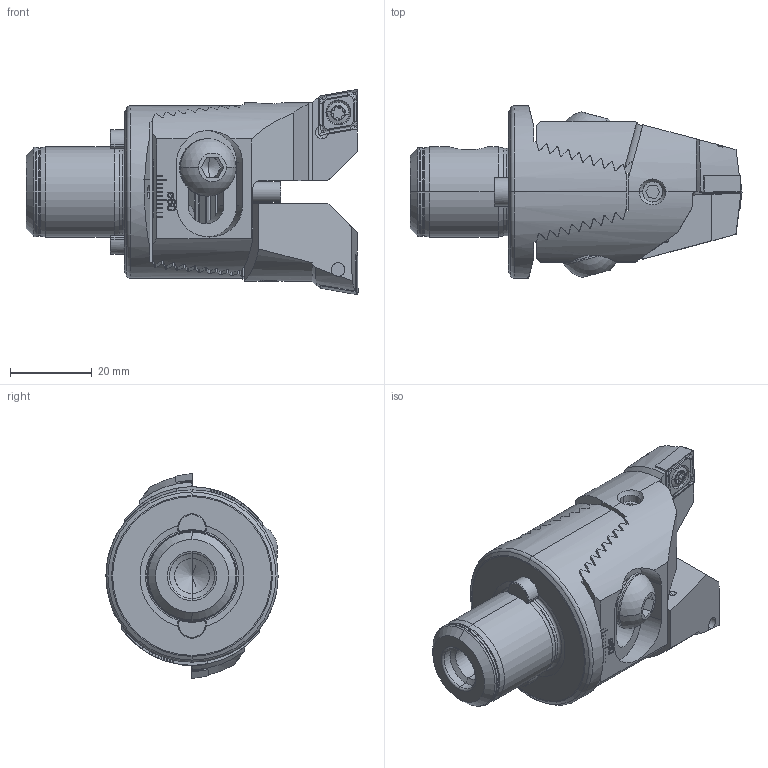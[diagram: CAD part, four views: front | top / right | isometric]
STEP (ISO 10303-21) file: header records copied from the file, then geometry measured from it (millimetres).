
FILE_DESCRIPTION (( 'STEP AP203' ), '1' );
FILE_NAME ('ST4-Z42.K23.057.STEP', '2016-02-12T11:50:50', ( 'SWIAdmin' ), ( 'Hewlett-Packard Company' ), 'SwSTEP 2.0', 'SolidWorks 2015', '' );
FILE_SCHEMA (( 'CONFIG_CONTROL_DESIGN' ));
Length unit declared in the file: millimetre
Products named in the file (12): ST4-Z42.K23.057; Z42-ER1.001.020; Z42-xxx.001.028_D; WCB-ER2.001.009_A; CCMT09T304; Z42-ER3.001.016; Z42-WCB.001.028; ST4-Z42.K23.057_A; ST4-ER2.001.009_A; Z42-ER1.002.020_A; Z42-ER2.001.019_A; Z42-ER1.003.020_A_gespannt
Assembly tree (17 placements, depth 3):
  ST4-Z42.K23.057
    ST4-Z42.K23.057_A
    Z42-ER1.001.020  x2
      Z42-ER1.002.020_A
      Z42-ER1.003.020_A_gespannt
    Z42-WCB.001.028
      Z42-xxx.001.028_D  x2
      WCB-ER2.001.009_A  x2
      CCMT09T304  x2
      Z42-ER3.001.016  x2
    ST4-ER2.001.009_A  x2
    Z42-ER2.001.019_A
Bounding box: 81 x 42 x 50 mm (x, y, z)
Volume: 59520.7 mm3; surface area: 26831.5 mm2
Topology: 16 solids, 16 shells, 1023 faces, 2686 edges, 1674 vertices
Faces by surface type: plane 493, cylinder 233, cone 151, bspline 88, torus 46, sphere 12
Entity records: 24007 total; most frequent: CARTESIAN_POINT 7844, ORIENTED_EDGE 3390, DIRECTION 2763, EDGE_CURVE 1695, VERTEX_POINT 1070, AXIS2_PLACEMENT_3D 995, VECTOR 773, LINE 773
